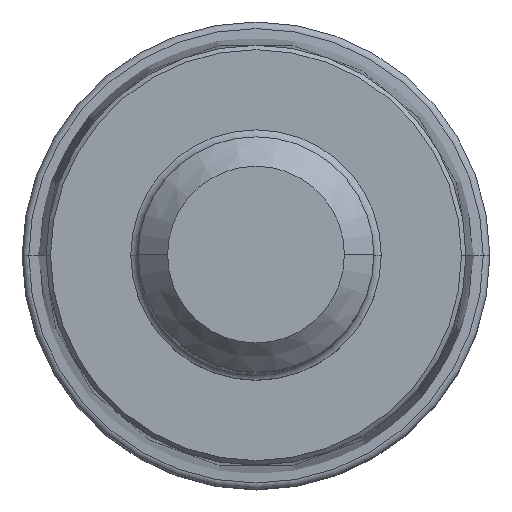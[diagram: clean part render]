
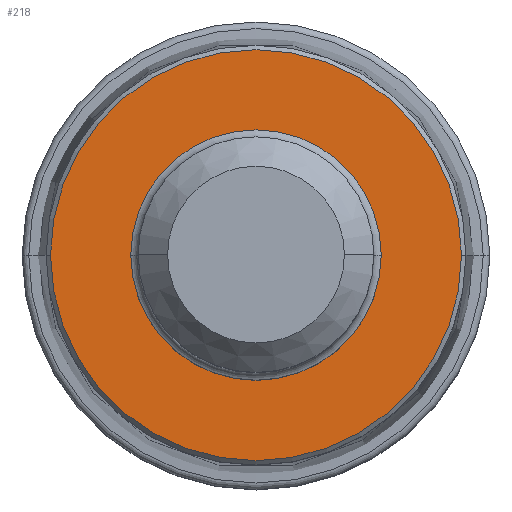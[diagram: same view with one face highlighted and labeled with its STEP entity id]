
A CAD part, top view. The second image highlights one B-rep face of the part: STEP entity #218.
In plain terms, the highlighted planar face has unit normal (0, 0, 1).
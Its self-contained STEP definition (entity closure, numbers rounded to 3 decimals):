
#218=ADVANCED_FACE('',(#265,#266),#260,.F.);
#260=PLANE('',#1333);
#265=FACE_BOUND('',#301,.T.);
#266=FACE_BOUND('',#302,.T.);
#301=EDGE_LOOP('',(#479,#480));
#302=EDGE_LOOP('',(#481,#482));
#479=ORIENTED_EDGE('',*,*,#785,.T.);
#480=ORIENTED_EDGE('',*,*,#786,.T.);
#481=ORIENTED_EDGE('',*,*,#787,.T.);
#482=ORIENTED_EDGE('',*,*,#788,.T.);
#675=VERTEX_POINT('',#2098);
#676=VERTEX_POINT('',#2099);
#677=VERTEX_POINT('',#2102);
#678=VERTEX_POINT('',#2103);
#785=EDGE_CURVE('',#675,#676,#930,.T.);
#786=EDGE_CURVE('',#676,#675,#931,.T.);
#787=EDGE_CURVE('',#677,#678,#932,.T.);
#788=EDGE_CURVE('',#678,#677,#933,.T.);
#930=CIRCLE('',#1329,13.95);
#931=CIRCLE('',#1330,13.95);
#932=CIRCLE('',#1331,8.5);
#933=CIRCLE('',#1332,8.5);
#1329=AXIS2_PLACEMENT_3D('',#2097,#1654,#1655);
#1330=AXIS2_PLACEMENT_3D('',#2100,#1656,#1657);
#1331=AXIS2_PLACEMENT_3D('',#2101,#1658,#1659);
#1332=AXIS2_PLACEMENT_3D('',#2104,#1660,#1661);
#1333=AXIS2_PLACEMENT_3D('',#2105,#1662,#1663);
#1654=DIRECTION('',(0.,0.,1.));
#1655=DIRECTION('',(-1.,0.,0.));
#1656=DIRECTION('',(0.,0.,1.));
#1657=DIRECTION('',(1.,0.,0.));
#1658=DIRECTION('',(0.,0.,-1.));
#1659=DIRECTION('',(1.,0.,0.));
#1660=DIRECTION('',(0.,0.,-1.));
#1661=DIRECTION('',(-1.,0.,0.));
#1662=DIRECTION('',(0.,0.,-1.));
#1663=DIRECTION('',(1.,0.,0.));
#2097=CARTESIAN_POINT('',(0.,0.,0.));
#2098=CARTESIAN_POINT('',(-13.95,0.,0.));
#2099=CARTESIAN_POINT('',(13.95,0.,0.));
#2100=CARTESIAN_POINT('',(0.,0.,0.));
#2101=CARTESIAN_POINT('',(0.,0.,0.));
#2102=CARTESIAN_POINT('',(8.5,0.,0.));
#2103=CARTESIAN_POINT('',(-8.5,0.,0.));
#2104=CARTESIAN_POINT('',(0.,0.,0.));
#2105=CARTESIAN_POINT('',(0.,0.,0.));
